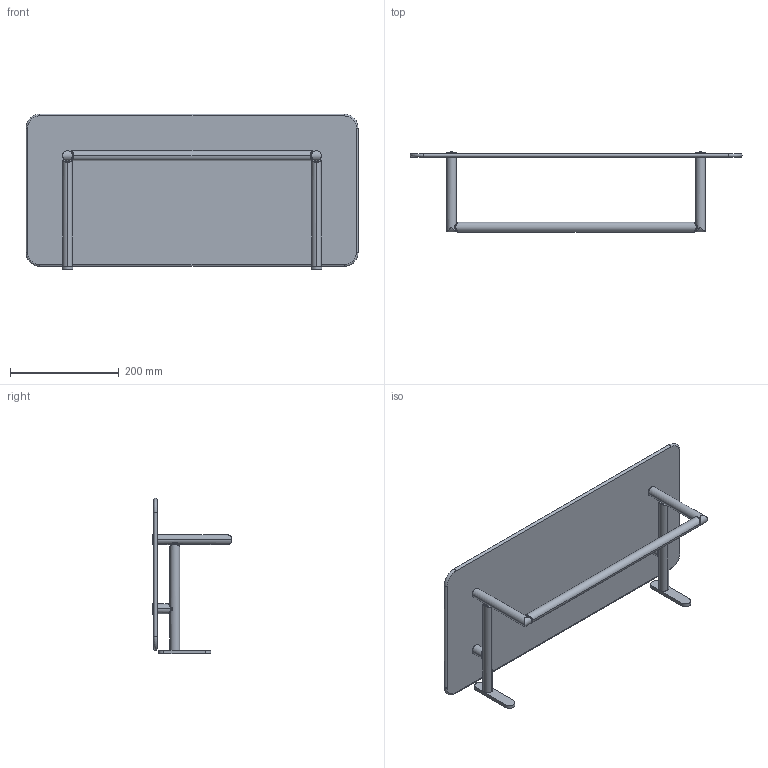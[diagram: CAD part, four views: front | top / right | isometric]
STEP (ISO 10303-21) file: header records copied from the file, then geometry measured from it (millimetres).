
FILE_DESCRIPTION((''),'2;1');
FILE_NAME('0243-24','2022-01-25T13:44:34',('jinson.thomas'),(''),'CREO PARAMETRIC BY PTC INC, 2018400','CREO PARAMETRIC BY PTC INC, 2018400','');
FILE_SCHEMA(('CONFIG_CONTROL_DESIGN'));
Length unit declared in the file: inch
Products named in the file (1): 0243-24
Bounding box: 609.6 x 146.88 x 285.7 mm (x, y, z)
Volume: 1387485 mm3; surface area: 423873.8 mm2
Topology: 1 solids, 1 shells, 996 faces, 2862 edges, 1896 vertices
Faces by surface type: plane 606, cylinder 358, cone 16, bspline 12, torus 4
Entity records: 39312 total; most frequent: CARTESIAN_POINT 14936, ORIENTED_EDGE 5724, DIRECTION 4314, EDGE_CURVE 2862, VERTEX_POINT 1896, AXIS2_PLACEMENT_3D 1676, B_SPLINE_CURVE_WITH_KNOTS 1208, EDGE_LOOP 1026
